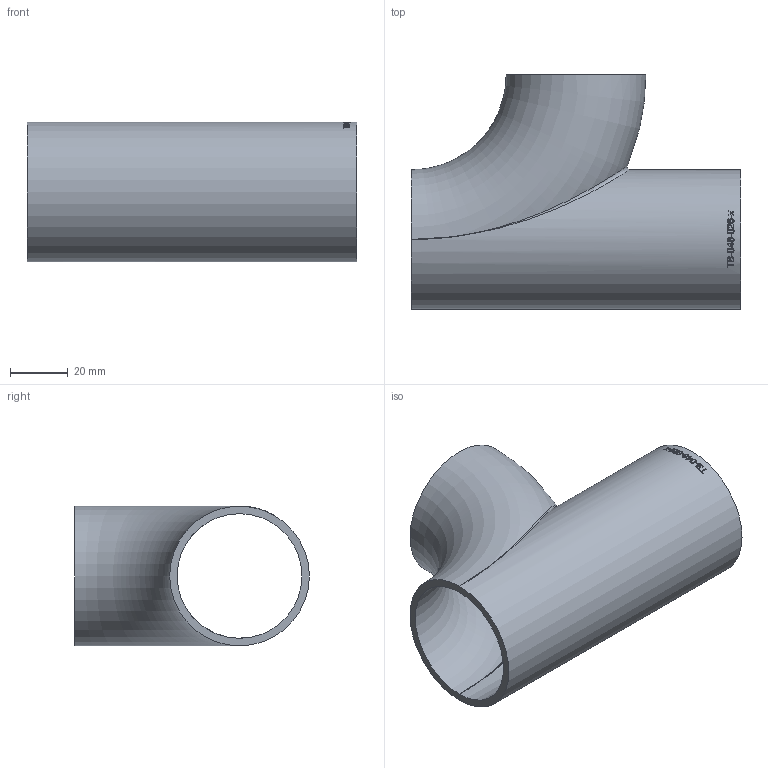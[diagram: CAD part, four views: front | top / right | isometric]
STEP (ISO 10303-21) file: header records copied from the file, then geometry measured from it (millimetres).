
FILE_DESCRIPTION (( 'STEP AP214' ), '1' );
FILE_NAME ('TB-048-026-x T-Bogen 2005.STEP', '2020-05-18T10:40:03', ( '' ), ( '' ), 'SwSTEP 2.0', 'SolidWorks 2019', '' );
FILE_SCHEMA (( 'AUTOMOTIVE_DESIGN' ));
Length unit declared in the file: millimetre
Products named in the file (1): TB-048-026-x T-Bogen 2005
Bounding box: 114 x 81.15 x 48.3 mm (x, y, z)
Volume: 53296.2 mm3; surface area: 42146.5 mm2
Topology: 1 solids, 1 shells, 163 faces, 426 edges, 279 vertices
Faces by surface type: bspline 88, plane 51, cylinder 22, torus 2
Full cylindrical faces by diameter (mm): 43.1 x1, 48.3 x1
Entity records: 17868 total; most frequent: CARTESIAN_POINT 13030, ORIENTED_EDGE 822, EDGE_CURVE 411, DIRECTION 358, VERTEX_POINT 274, B_SPLINE_CURVE_WITH_KNOTS 269, EDGE_LOOP 189, FACE_OUTER_BOUND 166
